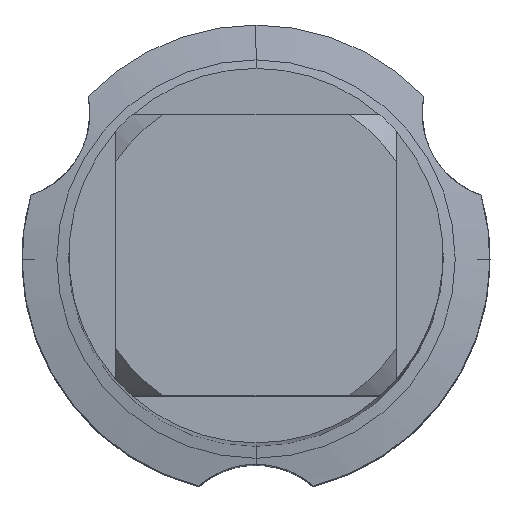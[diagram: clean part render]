
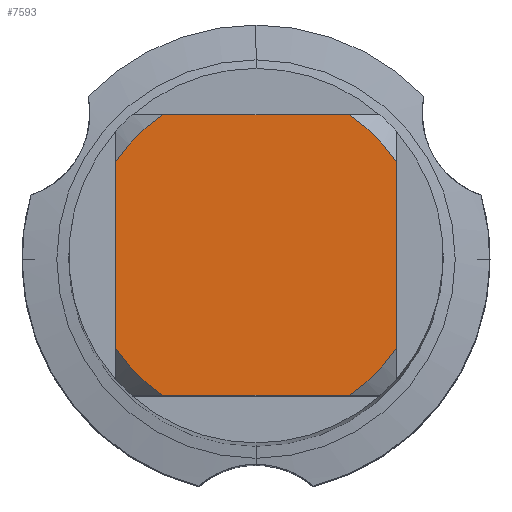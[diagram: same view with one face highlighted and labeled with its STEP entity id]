
A CAD part, top view. The second image highlights one B-rep face of the part: STEP entity #7593.
In plain terms, the highlighted planar face has unit normal (0, 0, 1).
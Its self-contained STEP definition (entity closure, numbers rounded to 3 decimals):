
#3219=VERTEX_POINT('',#9185);
#3449=VERTEX_POINT('',#9436);
#3495=VERTEX_POINT('',#9487);
#3931=VERTEX_POINT('',#9960);
#3953=VERTEX_POINT('',#9984);
#4365=EDGE_CURVE('',#3449,#3219,#10431,.T.);
#4455=VERTEX_POINT('',#10533);
#4933=EDGE_CURVE('',#3495,#3219,#11045,.T.);
#5845=EDGE_CURVE('',#3931,#8055,#12035,.T.);
#6951=EDGE_CURVE('',#4455,#8069,#13245,.T.);
#7593=ADVANCED_FACE('',(#13949),#13950,.T.);
#7633=EDGE_CURVE('',#3931,#8069,#13994,.T.);
#7673=EDGE_CURVE('',#4455,#3953,#14038,.T.);
#8055=VERTEX_POINT('',#14458);
#8069=VERTEX_POINT('',#14473);
#8309=EDGE_CURVE('',#3495,#3953,#14735,.T.);
#8323=EDGE_CURVE('',#3449,#8055,#14751,.T.);
#9185=CARTESIAN_POINT('',(-3.98,6.0,0.0));
#9436=CARTESIAN_POINT('',(-6.0,3.98,0.0));
#9487=CARTESIAN_POINT('',(3.98,6.0,0.0));
#9960=CARTESIAN_POINT('',(-3.98,-6.0,0.0));
#9984=CARTESIAN_POINT('',(6.0,3.98,0.0));
#10431=CIRCLE('',#17809,7.2);
#10533=CARTESIAN_POINT('',(6.0,-3.98,0.0));
#11045=LINE('',#18799,#18800);
#12035=CIRCLE('',#20347,7.2);
#13245=CIRCLE('',#22372,7.2);
#13949=FACE_OUTER_BOUND('',#23528,.T.);
#13950=PLANE('',#23529);
#13994=LINE('',#23602,#23603);
#14038=LINE('',#23673,#23674);
#14458=CARTESIAN_POINT('',(-6.0,-3.98,0.0));
#14473=CARTESIAN_POINT('',(3.98,-6.0,0.0));
#14735=CIRCLE('',#24903,7.2);
#14751=LINE('',#24923,#24924);
#17809=AXIS2_PLACEMENT_3D('',#27563,#27564,#27565);
#18799=CARTESIAN_POINT('',(0.0,6.0,0.0));
#18800=VECTOR('',#28172,1.0);
#20347=AXIS2_PLACEMENT_3D('',#29185,#29186,#29187);
#22372=AXIS2_PLACEMENT_3D('',#30904,#30905,#30906);
#23528=EDGE_LOOP('',(#31668,#31669,#31670,#31671,#31672,#31673,#31674,#31675));
#23529=AXIS2_PLACEMENT_3D('',#31676,#31677,#31678);
#23602=CARTESIAN_POINT('',(0.0,-6.0,0.0));
#23603=VECTOR('',#31724,1.0);
#23673=CARTESIAN_POINT('',(6.0,1.8,0.0));
#23674=VECTOR('',#31778,1.0);
#24903=AXIS2_PLACEMENT_3D('',#32708,#32709,#32710);
#24923=CARTESIAN_POINT('',(-6.0,1.8,0.0));
#24924=VECTOR('',#32728,1.0);
#27563=CARTESIAN_POINT('',(0.0,0.0,0.0));
#27564=DIRECTION('',(0.0,0.0,-1.0));
#27565=DIRECTION('',(0.0,1.0,0.0));
#28172=DIRECTION('',(-1.0,0.0,0.0));
#29185=CARTESIAN_POINT('',(0.0,0.0,0.0));
#29186=DIRECTION('',(0.0,0.0,-1.0));
#29187=DIRECTION('',(0.0,1.0,0.0));
#30904=CARTESIAN_POINT('',(0.0,0.0,0.0));
#30905=DIRECTION('',(0.0,0.0,-1.0));
#30906=DIRECTION('',(0.0,1.0,0.0));
#31668=ORIENTED_EDGE('',*,*,#8323,.T.);
#31669=ORIENTED_EDGE('',*,*,#5845,.F.);
#31670=ORIENTED_EDGE('',*,*,#7633,.T.);
#31671=ORIENTED_EDGE('',*,*,#6951,.F.);
#31672=ORIENTED_EDGE('',*,*,#7673,.T.);
#31673=ORIENTED_EDGE('',*,*,#8309,.F.);
#31674=ORIENTED_EDGE('',*,*,#4933,.T.);
#31675=ORIENTED_EDGE('',*,*,#4365,.F.);
#31676=CARTESIAN_POINT('',(0.0,3.6,0.0));
#31677=DIRECTION('',(-0.0,0.0,1.0));
#31678=DIRECTION('',(0.0,-1.0,0.0));
#31724=DIRECTION('',(1.0,0.0,0.0));
#31778=DIRECTION('',(-0.0,1.0,0.0));
#32708=CARTESIAN_POINT('',(0.0,0.0,0.0));
#32709=DIRECTION('',(0.0,0.0,-1.0));
#32710=DIRECTION('',(0.0,1.0,0.0));
#32728=DIRECTION('',(-0.0,-1.0,0.0));
